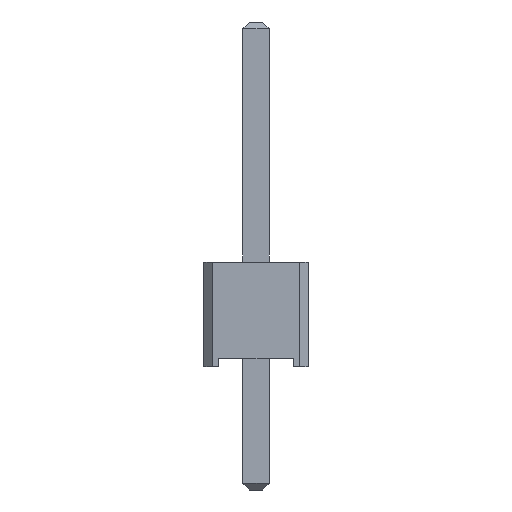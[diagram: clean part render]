
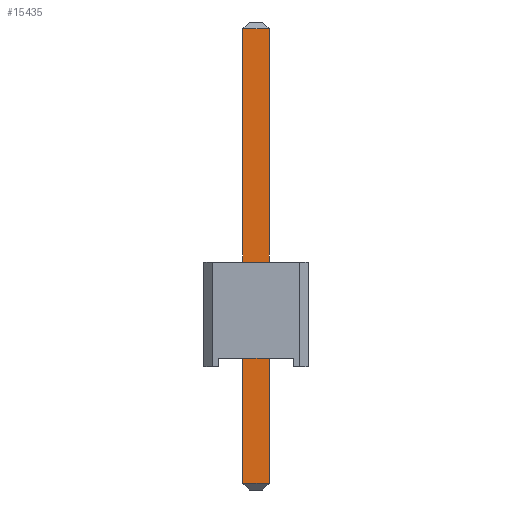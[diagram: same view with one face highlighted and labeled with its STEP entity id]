
A CAD part, left-side view. The second image highlights one B-rep face of the part: STEP entity #15435.
In plain terms, the highlighted planar face has unit normal (-1, 0, 0).
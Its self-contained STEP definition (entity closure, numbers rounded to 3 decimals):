
#15319 = EDGE_CURVE('',#15320,#15322,#15324,.T.);
#15320 = VERTEX_POINT('',#15321);
#15321 = CARTESIAN_POINT('',(-0.32,0.32,-2.84));
#15322 = VERTEX_POINT('',#15323);
#15323 = CARTESIAN_POINT('',(-0.32,0.32,8.22));
#15324 = SURFACE_CURVE('',#15325,(#15329,#15341),.PCURVE_S1.);
#15325 = LINE('',#15326,#15327);
#15326 = CARTESIAN_POINT('',(-0.32,0.32,-3.));
#15327 = VECTOR('',#15328,1.);
#15328 = DIRECTION('',(0.,0.,1.));
#15329 = PCURVE('',#15330,#15335);
#15330 = PLANE('',#15331);
#15331 = AXIS2_PLACEMENT_3D('',#15332,#15333,#15334);
#15332 = CARTESIAN_POINT('',(-0.32,0.32,-3.));
#15333 = DIRECTION('',(0.,1.,0.));
#15334 = DIRECTION('',(1.,0.,0.));
#15335 = DEFINITIONAL_REPRESENTATION('',(#15336),#15340);
#15336 = LINE('',#15337,#15338);
#15337 = CARTESIAN_POINT('',(0.,0.));
#15338 = VECTOR('',#15339,1.);
#15339 = DIRECTION('',(0.,-1.));
#15340 = ( GEOMETRIC_REPRESENTATION_CONTEXT(2) 
PARAMETRIC_REPRESENTATION_CONTEXT() REPRESENTATION_CONTEXT('2D SPACE',''
  ) );
#15341 = PCURVE('',#15342,#15347);
#15342 = PLANE('',#15343);
#15343 = AXIS2_PLACEMENT_3D('',#15344,#15345,#15346);
#15344 = CARTESIAN_POINT('',(-0.32,-0.32,-3.));
#15345 = DIRECTION('',(-1.,0.,0.));
#15346 = DIRECTION('',(0.,1.,0.));
#15347 = DEFINITIONAL_REPRESENTATION('',(#15348),#15352);
#15348 = LINE('',#15349,#15350);
#15349 = CARTESIAN_POINT('',(0.64,0.));
#15350 = VECTOR('',#15351,1.);
#15351 = DIRECTION('',(0.,-1.));
#15352 = ( GEOMETRIC_REPRESENTATION_CONTEXT(2) 
PARAMETRIC_REPRESENTATION_CONTEXT() REPRESENTATION_CONTEXT('2D SPACE',''
  ) );
#15435 = ADVANCED_FACE('',(#15436),#15342,.T.);
#15436 = FACE_BOUND('',#15437,.T.);
#15437 = EDGE_LOOP('',(#15438,#15468,#15494,#15495));
#15438 = ORIENTED_EDGE('',*,*,#15439,.T.);
#15439 = EDGE_CURVE('',#15440,#15442,#15444,.T.);
#15440 = VERTEX_POINT('',#15441);
#15441 = CARTESIAN_POINT('',(-0.32,-0.32,-2.84));
#15442 = VERTEX_POINT('',#15443);
#15443 = CARTESIAN_POINT('',(-0.32,-0.32,8.22));
#15444 = SURFACE_CURVE('',#15445,(#15449,#15456),.PCURVE_S1.);
#15445 = LINE('',#15446,#15447);
#15446 = CARTESIAN_POINT('',(-0.32,-0.32,-3.));
#15447 = VECTOR('',#15448,1.);
#15448 = DIRECTION('',(0.,0.,1.));
#15449 = PCURVE('',#15342,#15450);
#15450 = DEFINITIONAL_REPRESENTATION('',(#15451),#15455);
#15451 = LINE('',#15452,#15453);
#15452 = CARTESIAN_POINT('',(0.,0.));
#15453 = VECTOR('',#15454,1.);
#15454 = DIRECTION('',(0.,-1.));
#15455 = ( GEOMETRIC_REPRESENTATION_CONTEXT(2) 
PARAMETRIC_REPRESENTATION_CONTEXT() REPRESENTATION_CONTEXT('2D SPACE',''
  ) );
#15456 = PCURVE('',#15457,#15462);
#15457 = PLANE('',#15458);
#15458 = AXIS2_PLACEMENT_3D('',#15459,#15460,#15461);
#15459 = CARTESIAN_POINT('',(0.32,-0.32,-3.));
#15460 = DIRECTION('',(0.,-1.,0.));
#15461 = DIRECTION('',(-1.,0.,0.));
#15462 = DEFINITIONAL_REPRESENTATION('',(#15463),#15467);
#15463 = LINE('',#15464,#15465);
#15464 = CARTESIAN_POINT('',(0.64,0.));
#15465 = VECTOR('',#15466,1.);
#15466 = DIRECTION('',(0.,-1.));
#15467 = ( GEOMETRIC_REPRESENTATION_CONTEXT(2) 
PARAMETRIC_REPRESENTATION_CONTEXT() REPRESENTATION_CONTEXT('2D SPACE',''
  ) );
#15468 = ORIENTED_EDGE('',*,*,#15469,.T.);
#15469 = EDGE_CURVE('',#15442,#15322,#15470,.T.);
#15470 = SURFACE_CURVE('',#15471,(#15475,#15482),.PCURVE_S1.);
#15471 = LINE('',#15472,#15473);
#15472 = CARTESIAN_POINT('',(-0.32,-0.32,8.22));
#15473 = VECTOR('',#15474,1.);
#15474 = DIRECTION('',(0.,1.,0.));
#15475 = PCURVE('',#15342,#15476);
#15476 = DEFINITIONAL_REPRESENTATION('',(#15477),#15481);
#15477 = LINE('',#15478,#15479);
#15478 = CARTESIAN_POINT('',(0.,-11.22));
#15479 = VECTOR('',#15480,1.);
#15480 = DIRECTION('',(1.,0.));
#15481 = ( GEOMETRIC_REPRESENTATION_CONTEXT(2) 
PARAMETRIC_REPRESENTATION_CONTEXT() REPRESENTATION_CONTEXT('2D SPACE',''
  ) );
#15482 = PCURVE('',#15483,#15488);
#15483 = PLANE('',#15484);
#15484 = AXIS2_PLACEMENT_3D('',#15485,#15486,#15487);
#15485 = CARTESIAN_POINT('',(-0.24,-0.32,8.3));
#15486 = DIRECTION('',(-0.707,0.,
    0.707));
#15487 = DIRECTION('',(0.,-1.,0.));
#15488 = DEFINITIONAL_REPRESENTATION('',(#15489),#15493);
#15489 = LINE('',#15490,#15491);
#15490 = CARTESIAN_POINT('',(0.,-0.113));
#15491 = VECTOR('',#15492,1.);
#15492 = DIRECTION('',(-1.,0.));
#15493 = ( GEOMETRIC_REPRESENTATION_CONTEXT(2) 
PARAMETRIC_REPRESENTATION_CONTEXT() REPRESENTATION_CONTEXT('2D SPACE',''
  ) );
#15494 = ORIENTED_EDGE('',*,*,#15319,.F.);
#15495 = ORIENTED_EDGE('',*,*,#15496,.F.);
#15496 = EDGE_CURVE('',#15440,#15320,#15497,.T.);
#15497 = SURFACE_CURVE('',#15498,(#15502,#15509),.PCURVE_S1.);
#15498 = LINE('',#15499,#15500);
#15499 = CARTESIAN_POINT('',(-0.32,-0.32,-2.84));
#15500 = VECTOR('',#15501,1.);
#15501 = DIRECTION('',(0.,1.,0.));
#15502 = PCURVE('',#15342,#15503);
#15503 = DEFINITIONAL_REPRESENTATION('',(#15504),#15508);
#15504 = LINE('',#15505,#15506);
#15505 = CARTESIAN_POINT('',(0.,-0.16));
#15506 = VECTOR('',#15507,1.);
#15507 = DIRECTION('',(1.,0.));
#15508 = ( GEOMETRIC_REPRESENTATION_CONTEXT(2) 
PARAMETRIC_REPRESENTATION_CONTEXT() REPRESENTATION_CONTEXT('2D SPACE',''
  ) );
#15509 = PCURVE('',#15510,#15515);
#15510 = PLANE('',#15511);
#15511 = AXIS2_PLACEMENT_3D('',#15512,#15513,#15514);
#15512 = CARTESIAN_POINT('',(-0.24,-0.32,-2.92));
#15513 = DIRECTION('',(0.707,0.,0.707));
#15514 = DIRECTION('',(0.,-1.,0.));
#15515 = DEFINITIONAL_REPRESENTATION('',(#15516),#15520);
#15516 = LINE('',#15517,#15518);
#15517 = CARTESIAN_POINT('',(0.,-0.113));
#15518 = VECTOR('',#15519,1.);
#15519 = DIRECTION('',(-1.,0.));
#15520 = ( GEOMETRIC_REPRESENTATION_CONTEXT(2) 
PARAMETRIC_REPRESENTATION_CONTEXT() REPRESENTATION_CONTEXT('2D SPACE',''
  ) );
